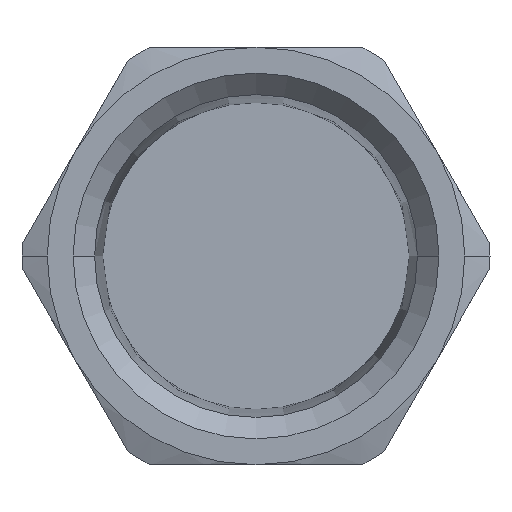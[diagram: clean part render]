
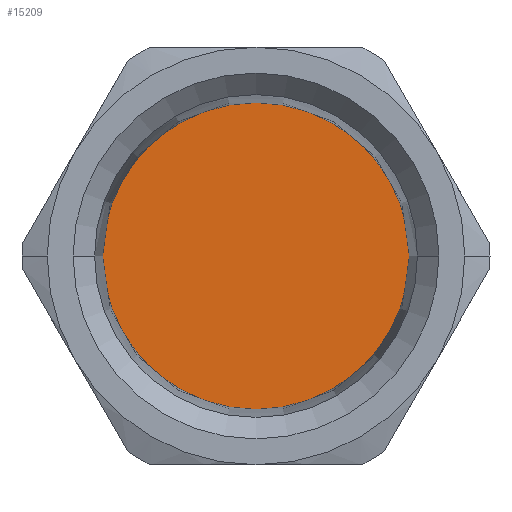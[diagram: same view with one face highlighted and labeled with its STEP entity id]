
A CAD part, front view. The second image highlights one B-rep face of the part: STEP entity #15209.
In plain terms, the highlighted planar face has unit normal (0, -1, 0).
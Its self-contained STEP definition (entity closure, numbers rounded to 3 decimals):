
#457=CARTESIAN_POINT('',(-8.815,-15.7,0.));
#458=VERTEX_POINT('',#457);
#467=CARTESIAN_POINT('',(8.815,-15.7,0.));
#468=VERTEX_POINT('',#467);
#469=CARTESIAN_POINT('',(0.0,-15.7,0.));
#470=DIRECTION('',(0.0,1.0,0.0));
#471=DIRECTION('',(-1.0,0.0,0.0));
#472=AXIS2_PLACEMENT_3D('',#469,#470,#471);
#473=CIRCLE('',#472,8.815);
#474=EDGE_CURVE('',#458,#468,#473,.T.);
#15024=CARTESIAN_POINT('',(0.0,-15.7,0.));
#15025=DIRECTION('',(0.0,1.0,0.0));
#15026=DIRECTION('',(-1.0,0.0,0.0));
#15027=AXIS2_PLACEMENT_3D('',#15024,#15025,#15026);
#15028=CIRCLE('',#15027,8.815);
#15029=EDGE_CURVE('',#468,#458,#15028,.T.);
#15200=CARTESIAN_POINT('',(-4.408,-15.7,0.));
#15201=DIRECTION('',(0.0,1.0,0.0));
#15202=DIRECTION('',(0.0,0.0,1.0));
#15203=AXIS2_PLACEMENT_3D('',#15200,#15201,#15202);
#15204=PLANE('',#15203);
#15205=ORIENTED_EDGE('',*,*,#474,.F.);
#15206=ORIENTED_EDGE('',*,*,#15029,.F.);
#15207=EDGE_LOOP('',(#15205,#15206));
#15208=FACE_OUTER_BOUND('',#15207,.T.);
#15209=ADVANCED_FACE('',(#15208),#15204,.F.);
